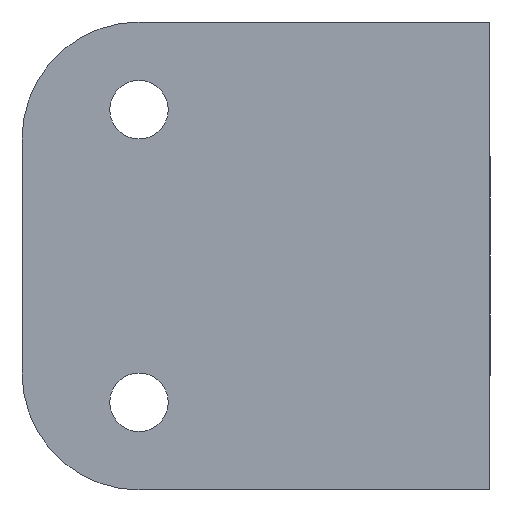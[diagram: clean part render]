
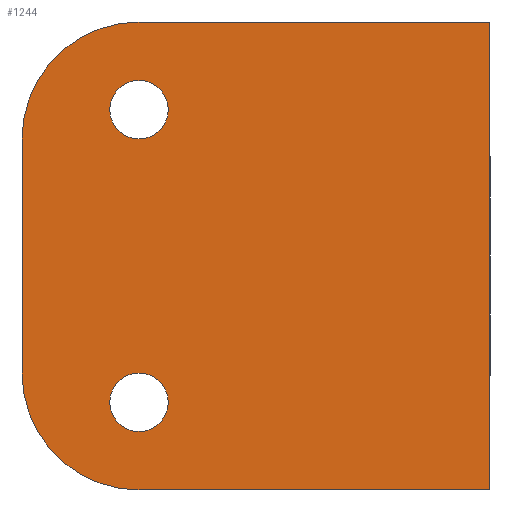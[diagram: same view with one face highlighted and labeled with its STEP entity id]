
A CAD part, left-side view. The second image highlights one B-rep face of the part: STEP entity #1244.
In plain terms, the highlighted planar face has unit normal (-1, 0, 0).
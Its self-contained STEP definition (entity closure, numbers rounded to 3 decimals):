
#5 = DIRECTION ( 'NONE',  ( 1., 0., 0. ) ) ;
#11 = ORIENTED_EDGE ( 'NONE', *, *, #766, .F. ) ;
#16 = DIRECTION ( 'NONE',  ( 0., 0., -1. ) ) ;
#44 = CIRCLE ( 'NONE', #984, 5. ) ;
#85 = ORIENTED_EDGE ( 'NONE', *, *, #1174, .F. ) ;
#99 = CARTESIAN_POINT ( 'NONE',  ( 0., 0., 40. ) ) ;
#126 = VECTOR ( 'NONE', #146, 1000. ) ;
#133 = AXIS2_PLACEMENT_3D ( 'NONE', #1181, #655, #16 ) ;
#146 = DIRECTION ( 'NONE',  ( 0., 0., 1. ) ) ;
#171 = AXIS2_PLACEMENT_3D ( 'NONE', #946, #484, #528 ) ;
#189 = EDGE_LOOP ( 'NONE', ( #1022, #304, #11, #590, #85, #1044 ) ) ;
#190 = CARTESIAN_POINT ( 'NONE',  ( 0., 60., 25. ) ) ;
#217 = DIRECTION ( 'NONE',  ( 0., 0., 1. ) ) ;
#220 = EDGE_CURVE ( 'NONE', #678, #384, #603, .T. ) ;
#245 = DIRECTION ( 'NONE',  ( 0., 0., -1. ) ) ;
#252 = DIRECTION ( 'NONE',  ( 1., 0., 0. ) ) ;
#277 = AXIS2_PLACEMENT_3D ( 'NONE', #1189, #252, #245 ) ;
#282 = CARTESIAN_POINT ( 'NONE',  ( 0., 60., -40. ) ) ;
#284 = EDGE_CURVE ( 'NONE', #412, #658, #500, .T. ) ;
#304 = ORIENTED_EDGE ( 'NONE', *, *, #547, .F. ) ;
#306 = ORIENTED_EDGE ( 'NONE', *, *, #537, .T. ) ;
#328 = CIRCLE ( 'NONE', #277, 5. ) ;
#329 = VERTEX_POINT ( 'NONE', #516 ) ;
#381 = EDGE_CURVE ( 'NONE', #1228, #714, #1110, .T. ) ;
#384 = VERTEX_POINT ( 'NONE', #818 ) ;
#397 = CARTESIAN_POINT ( 'NONE',  ( 0., 60., 40. ) ) ;
#412 = VERTEX_POINT ( 'NONE', #645 ) ;
#424 = CARTESIAN_POINT ( 'NONE',  ( 0., 60., -20. ) ) ;
#426 = DIRECTION ( 'NONE',  ( 0., 0., -1. ) ) ;
#432 = DIRECTION ( 'NONE',  ( 0., 0., -1. ) ) ;
#434 = VECTOR ( 'NONE', #1308, 1000. ) ;
#451 = CARTESIAN_POINT ( 'NONE',  ( 0., 0., -40. ) ) ;
#456 = CARTESIAN_POINT ( 'NONE',  ( 0., 60., -20. ) ) ;
#475 = CARTESIAN_POINT ( 'NONE',  ( 0., 60., 30. ) ) ;
#484 = DIRECTION ( 'NONE',  ( 1., 0., 0. ) ) ;
#489 = CIRCLE ( 'NONE', #788, 5. ) ;
#500 = LINE ( 'NONE', #397, #434 ) ;
#510 = VERTEX_POINT ( 'NONE', #993 ) ;
#516 = CARTESIAN_POINT ( 'NONE',  ( 0., 80., 20. ) ) ;
#528 = DIRECTION ( 'NONE',  ( 0., 0., -1. ) ) ;
#532 = CARTESIAN_POINT ( 'NONE',  ( 0., 60., -30. ) ) ;
#533 = DIRECTION ( 'NONE',  ( 1., 0., 0. ) ) ;
#537 = EDGE_CURVE ( 'NONE', #714, #1228, #328, .T. ) ;
#547 = EDGE_CURVE ( 'NONE', #1305, #329, #1086, .T. ) ;
#553 = DIRECTION ( 'NONE',  ( 1., 0., 0. ) ) ;
#556 = CARTESIAN_POINT ( 'NONE',  ( 0., 0., 40. ) ) ;
#561 = VERTEX_POINT ( 'NONE', #475 ) ;
#590 = ORIENTED_EDGE ( 'NONE', *, *, #220, .F. ) ;
#603 = LINE ( 'NONE', #282, #925 ) ;
#641 = CARTESIAN_POINT ( 'NONE',  ( 0., 60., 25. ) ) ;
#645 = CARTESIAN_POINT ( 'NONE',  ( 0., 60., 40. ) ) ;
#655 = DIRECTION ( 'NONE',  ( 1., 0., 0. ) ) ;
#658 = VERTEX_POINT ( 'NONE', #556 ) ;
#678 = VERTEX_POINT ( 'NONE', #451 ) ;
#714 = VERTEX_POINT ( 'NONE', #532 ) ;
#719 = CIRCLE ( 'NONE', #1054, 20. ) ;
#731 = ORIENTED_EDGE ( 'NONE', *, *, #381, .T. ) ;
#752 = FACE_OUTER_BOUND ( 'NONE', #189, .T. ) ;
#766 = EDGE_CURVE ( 'NONE', #384, #1305, #719, .T. ) ;
#788 = AXIS2_PLACEMENT_3D ( 'NONE', #641, #553, #852 ) ;
#810 = EDGE_CURVE ( 'NONE', #561, #510, #44, .T. ) ;
#818 = CARTESIAN_POINT ( 'NONE',  ( 0., 60., -40. ) ) ;
#844 = CARTESIAN_POINT ( 'NONE',  ( 0., 60., -25. ) ) ;
#852 = DIRECTION ( 'NONE',  ( 0., 0., -1. ) ) ;
#865 = FACE_BOUND ( 'NONE', #1016, .T. ) ;
#896 = AXIS2_PLACEMENT_3D ( 'NONE', #844, #936, #1165 ) ;
#921 = CIRCLE ( 'NONE', #171, 20. ) ;
#925 = VECTOR ( 'NONE', #1313, 1000. ) ;
#936 = DIRECTION ( 'NONE',  ( 1., 0., 0. ) ) ;
#946 = CARTESIAN_POINT ( 'NONE',  ( 0., 60., 20. ) ) ;
#953 = PLANE ( 'NONE',  #133 ) ;
#956 = ORIENTED_EDGE ( 'NONE', *, *, #1090, .T. ) ;
#962 = FACE_BOUND ( 'NONE', #1323, .T. ) ;
#984 = AXIS2_PLACEMENT_3D ( 'NONE', #190, #5, #432 ) ;
#993 = CARTESIAN_POINT ( 'NONE',  ( 0., 60., 20. ) ) ;
#1016 = EDGE_LOOP ( 'NONE', ( #956, #1206 ) ) ;
#1022 = ORIENTED_EDGE ( 'NONE', *, *, #1113, .F. ) ;
#1044 = ORIENTED_EDGE ( 'NONE', *, *, #284, .F. ) ;
#1054 = AXIS2_PLACEMENT_3D ( 'NONE', #424, #533, #217 ) ;
#1086 = LINE ( 'NONE', #1100, #126 ) ;
#1090 = EDGE_CURVE ( 'NONE', #510, #561, #489, .T. ) ;
#1100 = CARTESIAN_POINT ( 'NONE',  ( 0., 80., 20. ) ) ;
#1110 = CIRCLE ( 'NONE', #896, 5. ) ;
#1113 = EDGE_CURVE ( 'NONE', #329, #412, #921, .T. ) ;
#1117 = LINE ( 'NONE', #99, #1212 ) ;
#1165 = DIRECTION ( 'NONE',  ( 0., 0., -1. ) ) ;
#1174 = EDGE_CURVE ( 'NONE', #658, #678, #1117, .T. ) ;
#1181 = CARTESIAN_POINT ( 'NONE',  ( 0., 60., 20. ) ) ;
#1189 = CARTESIAN_POINT ( 'NONE',  ( 0., 60., -25. ) ) ;
#1195 = CARTESIAN_POINT ( 'NONE',  ( 0., 80., -20. ) ) ;
#1206 = ORIENTED_EDGE ( 'NONE', *, *, #810, .T. ) ;
#1212 = VECTOR ( 'NONE', #426, 1000. ) ;
#1228 = VERTEX_POINT ( 'NONE', #456 ) ;
#1244 = ADVANCED_FACE ( 'NONE', ( #865, #962, #752 ), #953, .F. ) ;
#1305 = VERTEX_POINT ( 'NONE', #1195 ) ;
#1308 = DIRECTION ( 'NONE',  ( 0., -1., 0. ) ) ;
#1313 = DIRECTION ( 'NONE',  ( 0., 1., 0. ) ) ;
#1323 = EDGE_LOOP ( 'NONE', ( #306, #731 ) ) ;
